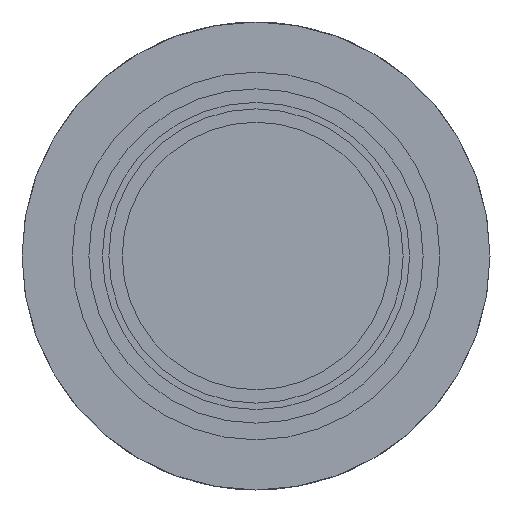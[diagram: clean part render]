
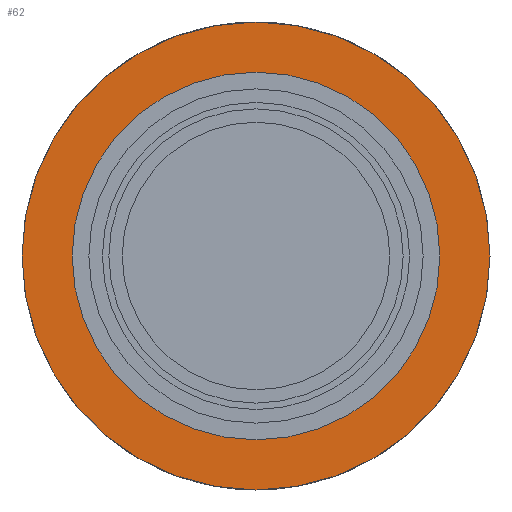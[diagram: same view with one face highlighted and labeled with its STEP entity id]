
A CAD part, left-side view. The second image highlights one B-rep face of the part: STEP entity #62.
In plain terms, the highlighted planar face has unit normal (-1, 0, 0).
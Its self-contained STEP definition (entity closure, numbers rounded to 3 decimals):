
#23=FACE_BOUND('',#132,.F.);
#33=PLANE('',#611);
#62=ADVANCED_FACE('',(#23,#95),#33,.T.);
#95=FACE_OUTER_BOUND('',#133,.F.);
#132=EDGE_LOOP('',(#237,#238));
#133=EDGE_LOOP('',(#239,#240));
#237=ORIENTED_EDGE('',*,*,#379,.T.);
#238=ORIENTED_EDGE('',*,*,#386,.T.);
#239=ORIENTED_EDGE('',*,*,#420,.F.);
#240=ORIENTED_EDGE('',*,*,#396,.F.);
#379=EDGE_CURVE('',#504,#503,#441,.T.);
#386=EDGE_CURVE('',#503,#504,#444,.T.);
#396=EDGE_CURVE('',#488,#487,#454,.T.);
#420=EDGE_CURVE('',#487,#488,#466,.T.);
#441=CIRCLE('',#558,5.501);
#444=CIRCLE('',#561,5.501);
#454=CIRCLE('',#571,7.001);
#466=CIRCLE('',#583,7.001);
#487=VERTEX_POINT('',#825);
#488=VERTEX_POINT('',#826);
#503=VERTEX_POINT('',#841);
#504=VERTEX_POINT('',#842);
#558=AXIS2_PLACEMENT_3D('',#873,#653,#654);
#561=AXIS2_PLACEMENT_3D('',#880,#663,#664);
#571=AXIS2_PLACEMENT_3D('',#890,#683,#684);
#583=AXIS2_PLACEMENT_3D('',#914,#719,#720);
#611=AXIS2_PLACEMENT_3D('',#946,#779,#780);
#653=DIRECTION('',(-1.,0.,0.));
#654=DIRECTION('',(0.,-1.,0.));
#663=DIRECTION('',(-1.,0.,0.));
#664=DIRECTION('',(0.,1.,0.));
#683=DIRECTION('',(-1.,0.,0.));
#684=DIRECTION('',(0.,1.,0.));
#719=DIRECTION('',(-1.,0.,0.));
#720=DIRECTION('',(0.,-1.,0.));
#779=DIRECTION('',(-1.,0.,0.));
#780=DIRECTION('',(0.,0.,1.));
#825=CARTESIAN_POINT('',(52.5,-7.001,0.));
#826=CARTESIAN_POINT('',(52.5,7.001,0.));
#841=CARTESIAN_POINT('',(52.5,5.501,0.));
#842=CARTESIAN_POINT('',(52.5,-5.501,0.));
#873=CARTESIAN_POINT('',(52.5,0.,0.));
#880=CARTESIAN_POINT('',(52.5,0.,0.));
#890=CARTESIAN_POINT('',(52.5,0.,0.));
#914=CARTESIAN_POINT('',(52.5,0.,0.));
#946=CARTESIAN_POINT('',(52.5,-7.141,-7.141));
